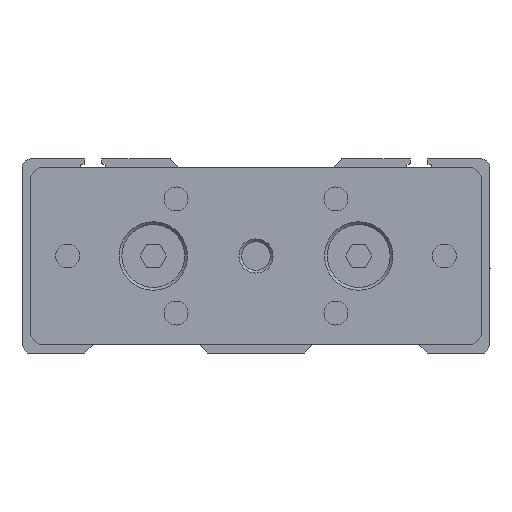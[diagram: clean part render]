
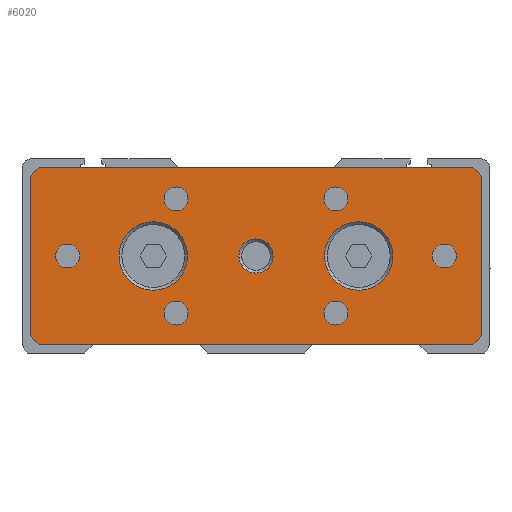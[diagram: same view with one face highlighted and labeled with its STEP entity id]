
A CAD part, left-side view. The second image highlights one B-rep face of the part: STEP entity #6020.
In plain terms, the highlighted planar face has unit normal (-1, 0, 0).
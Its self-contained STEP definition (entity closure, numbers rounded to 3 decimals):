
#5184=CARTESIAN_POINT('',(-12.,38.,15.5));
#5185=VERTEX_POINT('Vertex230',#5184);
#5192=CARTESIAN_POINT('',(-12.,-38.,15.5));
#5193=VERTEX_POINT('Vertex231',#5192);
#5194=CARTESIAN_POINT('',(-12.,0.,15.5));
#5195=DIRECTION('',(0.,-1.,0.));
#5196=VECTOR('',#5195,1.);
#5197=LINE('nurbsCrv318',#5194,#5196);
#5198=EDGE_CURVE('Edge318',#5185,#5193,#5197,.T.);
#5696=CARTESIAN_POINT('',(-12.,-18.,6.));
#5697=VERTEX_POINT('Vertex260',#5696);
#5698=CARTESIAN_POINT('',(-12.,-18.,-6.));
#5699=VERTEX_POINT('Vertex300',#5698);
#5700=CARTESIAN_POINT('',(-12.,-18.,0.));
#5701=DIRECTION('',(1.,0.,0.));
#5702=DIRECTION('',(0.,0.,1.));
#5703=AXIS2_PLACEMENT_3D('',#5700,#5701,#5702);
#5704=CIRCLE('nurbsCrv1236',#5703,6.);
#5705=EDGE_CURVE('Edge446',#5697,#5699,#5704,.T.);
#5707=CARTESIAN_POINT('',(-12.,-18.,0.));
#5708=DIRECTION('',(1.,0.,0.));
#5709=DIRECTION('',(0.,0.,-1.));
#5710=AXIS2_PLACEMENT_3D('',#5707,#5708,#5709);
#5711=CIRCLE('nurbsCrv1237',#5710,6.);
#5712=EDGE_CURVE('Edge447',#5699,#5697,#5711,.T.);
#5760=CARTESIAN_POINT('',(-12.,18.,6.));
#5761=VERTEX_POINT('Vertex262',#5760);
#5762=CARTESIAN_POINT('',(-12.,18.,-6.));
#5763=VERTEX_POINT('Vertex302',#5762);
#5764=CARTESIAN_POINT('',(-12.,18.,0.));
#5765=DIRECTION('',(1.,0.,0.));
#5766=DIRECTION('',(0.,0.,1.));
#5767=AXIS2_PLACEMENT_3D('',#5764,#5765,#5766);
#5768=CIRCLE('nurbsCrv1257',#5767,6.);
#5769=EDGE_CURVE('Edge451',#5761,#5763,#5768,.T.);
#5771=CARTESIAN_POINT('',(-12.,18.,0.));
#5772=DIRECTION('',(1.,0.,0.));
#5773=DIRECTION('',(0.,0.,-1.));
#5774=AXIS2_PLACEMENT_3D('',#5771,#5772,#5773);
#5775=CIRCLE('nurbsCrv1258',#5774,6.);
#5776=EDGE_CURVE('Edge452',#5763,#5761,#5775,.T.);
#5824=CARTESIAN_POINT('',(-12.,0.,3.));
#5825=VERTEX_POINT('Vertex264',#5824);
#5826=CARTESIAN_POINT('',(-12.,0.,-3.));
#5827=VERTEX_POINT('Vertex304',#5826);
#5828=CARTESIAN_POINT('',(-12.,0.,0.));
#5829=DIRECTION('',(1.,0.,0.));
#5830=DIRECTION('',(0.,0.,1.));
#5831=AXIS2_PLACEMENT_3D('',#5828,#5829,#5830);
#5832=CIRCLE('nurbsCrv1278',#5831,3.);
#5833=EDGE_CURVE('Edge456',#5825,#5827,#5832,.T.);
#5835=CARTESIAN_POINT('',(-12.,0.,0.));
#5836=DIRECTION('',(1.,0.,0.));
#5837=DIRECTION('',(0.,0.,-1.));
#5838=AXIS2_PLACEMENT_3D('',#5835,#5836,#5837);
#5839=CIRCLE('nurbsCrv1279',#5838,3.);
#5840=EDGE_CURVE('Edge457',#5827,#5825,#5839,.T.);
#5880=ORIENTED_EDGE('Edgeuse726',*,*,#5198,.F.);
#5881=CARTESIAN_POINT('',(-12.,39.5,14.));
#5882=VERTEX_POINT('Vertex266',#5881);
#5883=CARTESIAN_POINT('',(-12.,38.75,14.75));
#5884=DIRECTION('',(0.,-0.707,0.707));
#5885=VECTOR('',#5884,1.);
#5886=LINE('nurbsCrv366',#5883,#5885);
#5887=EDGE_CURVE('Edge366',#5882,#5185,#5886,.T.);
#5888=ORIENTED_EDGE('Edgeuse727',*,*,#5887,.F.);
#5889=CARTESIAN_POINT('',(-12.,39.5,-14.));
#5890=VERTEX_POINT('Vertex267',#5889);
#5891=CARTESIAN_POINT('',(-12.,39.5,0.));
#5892=DIRECTION('',(0.,0.,-1.));
#5893=VECTOR('',#5892,1.);
#5894=LINE('nurbsCrv367',#5891,#5893);
#5895=EDGE_CURVE('Edge367',#5882,#5890,#5894,.T.);
#5896=ORIENTED_EDGE('Edgeuse728',*,*,#5895,.T.);
#5897=CARTESIAN_POINT('',(-12.,38.,-15.5));
#5898=VERTEX_POINT('Vertex268',#5897);
#5899=CARTESIAN_POINT('',(-12.,38.75,-14.75));
#5900=DIRECTION('',(0.,-0.707,-0.707));
#5901=VECTOR('',#5900,1.);
#5902=LINE('nurbsCrv368',#5899,#5901);
#5903=EDGE_CURVE('Edge368',#5890,#5898,#5902,.T.);
#5904=ORIENTED_EDGE('Edgeuse729',*,*,#5903,.T.);
#5905=CARTESIAN_POINT('',(-12.,-38.,-15.5));
#5906=VERTEX_POINT('Vertex269',#5905);
#5907=CARTESIAN_POINT('',(-12.,0.,-15.5));
#5908=DIRECTION('',(0.,-1.,0.));
#5909=VECTOR('',#5908,1.);
#5910=LINE('nurbsCrv369',#5907,#5909);
#5911=EDGE_CURVE('Edge369',#5898,#5906,#5910,.T.);
#5912=ORIENTED_EDGE('Edgeuse730',*,*,#5911,.T.);
#5913=CARTESIAN_POINT('',(-12.,-39.5,-14.));
#5914=VERTEX_POINT('Vertex270',#5913);
#5915=CARTESIAN_POINT('',(-12.,-38.75,-14.75));
#5916=DIRECTION('',(0.,0.707,-0.707));
#5917=VECTOR('',#5916,1.);
#5918=LINE('nurbsCrv370',#5915,#5917);
#5919=EDGE_CURVE('Edge370',#5914,#5906,#5918,.T.);
#5920=ORIENTED_EDGE('Edgeuse731',*,*,#5919,.F.);
#5921=CARTESIAN_POINT('',(-12.,-39.5,14.));
#5922=VERTEX_POINT('Vertex271',#5921);
#5923=CARTESIAN_POINT('',(-12.,-39.5,0.));
#5924=DIRECTION('',(0.,0.,-1.));
#5925=VECTOR('',#5924,1.);
#5926=LINE('nurbsCrv371',#5923,#5925);
#5927=EDGE_CURVE('Edge371',#5922,#5914,#5926,.T.);
#5928=ORIENTED_EDGE('Edgeuse732',*,*,#5927,.F.);
#5929=CARTESIAN_POINT('',(-12.,-38.75,14.75));
#5930=DIRECTION('',(0.,-0.707,-0.707));
#5931=VECTOR('',#5930,1.);
#5932=LINE('nurbsCrv372',#5929,#5931);
#5933=EDGE_CURVE('Edge372',#5193,#5922,#5932,.T.);
#5934=ORIENTED_EDGE('Edgeuse733',*,*,#5933,.F.);
#5935=EDGE_LOOP('',(#5880,#5888,#5896,#5904,#5912,#5920,#5928,#5934));
#5936=FACE_OUTER_BOUND('',#5935,.T.);
#5937=CARTESIAN_POINT('',(-12.,33.,2.1));
#5938=VERTEX_POINT('Vertex272',#5937);
#5939=CARTESIAN_POINT('',(-12.,33.,0.));
#5940=DIRECTION('',(-1.,0.,0.));
#5941=DIRECTION('',(0.,0.,1.));
#5942=AXIS2_PLACEMENT_3D('',#5939,#5940,#5941);
#5943=CIRCLE('nurbsCrv373',#5942,2.1);
#5944=EDGE_CURVE('Edge373',#5938,#5938,#5943,.T.);
#5945=ORIENTED_EDGE('Edgeuse734',*,*,#5944,.F.);
#5946=EDGE_LOOP('',(#5945));
#5947=FACE_BOUND('',#5946,.T.);
#5948=CARTESIAN_POINT('',(-12.,14.,-7.9));
#5949=VERTEX_POINT('Vertex273',#5948);
#5950=CARTESIAN_POINT('',(-12.,14.,-10.));
#5951=DIRECTION('',(-1.,0.,0.));
#5952=DIRECTION('',(0.,0.,1.));
#5953=AXIS2_PLACEMENT_3D('',#5950,#5951,#5952);
#5954=CIRCLE('nurbsCrv374',#5953,2.1);
#5955=EDGE_CURVE('Edge374',#5949,#5949,#5954,.T.);
#5956=ORIENTED_EDGE('Edgeuse735',*,*,#5955,.F.);
#5957=EDGE_LOOP('',(#5956));
#5958=FACE_BOUND('',#5957,.T.);
#5959=CARTESIAN_POINT('',(-12.,-14.,12.1));
#5960=VERTEX_POINT('Vertex274',#5959);
#5961=CARTESIAN_POINT('',(-12.,-14.,10.));
#5962=DIRECTION('',(-1.,0.,0.));
#5963=DIRECTION('',(0.,0.,1.));
#5964=AXIS2_PLACEMENT_3D('',#5961,#5962,#5963);
#5965=CIRCLE('nurbsCrv375',#5964,2.1);
#5966=EDGE_CURVE('Edge375',#5960,#5960,#5965,.T.);
#5967=ORIENTED_EDGE('Edgeuse736',*,*,#5966,.F.);
#5968=EDGE_LOOP('',(#5967));
#5969=FACE_BOUND('',#5968,.T.);
#5970=CARTESIAN_POINT('',(-12.,-14.,-7.9));
#5971=VERTEX_POINT('Vertex275',#5970);
#5972=CARTESIAN_POINT('',(-12.,-14.,-10.));
#5973=DIRECTION('',(-1.,0.,0.));
#5974=DIRECTION('',(0.,0.,1.));
#5975=AXIS2_PLACEMENT_3D('',#5972,#5973,#5974);
#5976=CIRCLE('nurbsCrv376',#5975,2.1);
#5977=EDGE_CURVE('Edge376',#5971,#5971,#5976,.T.);
#5978=ORIENTED_EDGE('Edgeuse737',*,*,#5977,.F.);
#5979=EDGE_LOOP('',(#5978));
#5980=FACE_BOUND('',#5979,.T.);
#5981=CARTESIAN_POINT('',(-12.,-33.,2.1));
#5982=VERTEX_POINT('Vertex276',#5981);
#5983=CARTESIAN_POINT('',(-12.,-33.,0.));
#5984=DIRECTION('',(-1.,0.,0.));
#5985=DIRECTION('',(0.,0.,1.));
#5986=AXIS2_PLACEMENT_3D('',#5983,#5984,#5985);
#5987=CIRCLE('nurbsCrv377',#5986,2.1);
#5988=EDGE_CURVE('Edge377',#5982,#5982,#5987,.T.);
#5989=ORIENTED_EDGE('Edgeuse738',*,*,#5988,.F.);
#5990=EDGE_LOOP('',(#5989));
#5991=FACE_BOUND('',#5990,.T.);
#5992=CARTESIAN_POINT('',(-12.,14.,12.1));
#5993=VERTEX_POINT('Vertex277',#5992);
#5994=CARTESIAN_POINT('',(-12.,14.,10.));
#5995=DIRECTION('',(-1.,0.,0.));
#5996=DIRECTION('',(0.,0.,1.));
#5997=AXIS2_PLACEMENT_3D('',#5994,#5995,#5996);
#5998=CIRCLE('nurbsCrv378',#5997,2.1);
#5999=EDGE_CURVE('Edge378',#5993,#5993,#5998,.T.);
#6000=ORIENTED_EDGE('Edgeuse739',*,*,#5999,.F.);
#6001=EDGE_LOOP('',(#6000));
#6002=FACE_BOUND('',#6001,.T.);
#6003=ORIENTED_EDGE('Edgeuse902',*,*,#5769,.T.);
#6004=ORIENTED_EDGE('Edgeuse904',*,*,#5776,.T.);
#6005=EDGE_LOOP('',(#6003,#6004));
#6006=FACE_BOUND('',#6005,.T.);
#6007=ORIENTED_EDGE('Edgeuse912',*,*,#5833,.T.);
#6008=ORIENTED_EDGE('Edgeuse914',*,*,#5840,.T.);
#6009=EDGE_LOOP('',(#6007,#6008));
#6010=FACE_BOUND('',#6009,.T.);
#6011=ORIENTED_EDGE('Edgeuse892',*,*,#5705,.T.);
#6012=ORIENTED_EDGE('Edgeuse894',*,*,#5712,.T.);
#6013=EDGE_LOOP('',(#6011,#6012));
#6014=FACE_BOUND('',#6013,.T.);
#6015=CARTESIAN_POINT('',(-12.,0.,0.));
#6016=DIRECTION('',(-1.,0.,0.));
#6017=DIRECTION('',(0.,-1.,0.));
#6018=AXIS2_PLACEMENT_3D('',#6015,#6016,#6017);
#6019=PLANE('nurbsSrf162',#6018);
#6020=ADVANCED_FACE('Face162',(#5936,#5947,#5958,#5969,#5980,#5991,#6002,#6006,
#6010,#6014),#6019,.T.);
